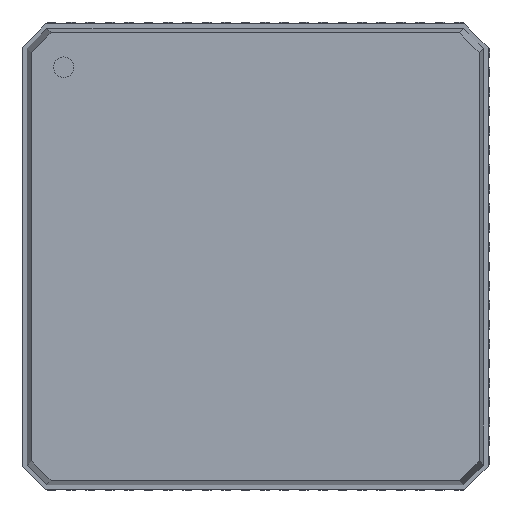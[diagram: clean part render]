
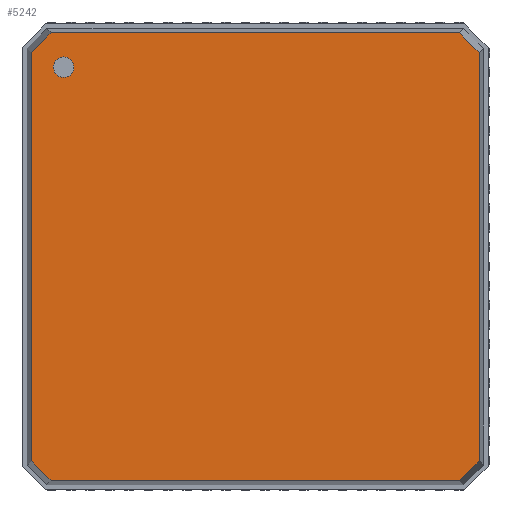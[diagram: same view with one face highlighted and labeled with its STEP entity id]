
A CAD part, top view. The second image highlights one B-rep face of the part: STEP entity #5242.
In plain terms, the highlighted planar face has unit normal (0, 0, 1).
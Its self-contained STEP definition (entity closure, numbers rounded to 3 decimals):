
#35 = VERTEX_POINT('',#36);
#36 = CARTESIAN_POINT('',(-5.191,4.894,0.81));
#42 = EDGE_CURVE('',#43,#35,#45,.T.);
#43 = VERTEX_POINT('',#44);
#44 = CARTESIAN_POINT('',(-4.664,4.894,0.81));
#45 = CIRCLE('',#46,0.263);
#46 = AXIS2_PLACEMENT_3D('',#47,#48,#49);
#47 = CARTESIAN_POINT('',(-4.927,4.894,0.81));
#48 = DIRECTION('',(0.,0.,1.));
#49 = DIRECTION('',(-1.,0.,0.));
#5242 = ADVANCED_FACE('',(#5243,#5253),#5319,.T.);
#5243 = FACE_BOUND('',#5244,.T.);
#5244 = EDGE_LOOP('',(#5245,#5252));
#5245 = ORIENTED_EDGE('',*,*,#5246,.F.);
#5246 = EDGE_CURVE('',#35,#43,#5247,.T.);
#5247 = CIRCLE('',#5248,0.263);
#5248 = AXIS2_PLACEMENT_3D('',#5249,#5250,#5251);
#5249 = CARTESIAN_POINT('',(-4.927,4.894,0.81));
#5250 = DIRECTION('',(0.,0.,1.));
#5251 = DIRECTION('',(-1.,0.,0.));
#5252 = ORIENTED_EDGE('',*,*,#42,.F.);
#5253 = FACE_BOUND('',#5254,.T.);
#5254 = EDGE_LOOP('',(#5255,#5265,#5273,#5281,#5289,#5297,#5305,#5313));
#5255 = ORIENTED_EDGE('',*,*,#5256,.T.);
#5256 = EDGE_CURVE('',#5257,#5259,#5261,.T.);
#5257 = VERTEX_POINT('',#5258);
#5258 = CARTESIAN_POINT('',(5.272,5.779,0.81));
#5259 = VERTEX_POINT('',#5260);
#5260 = CARTESIAN_POINT('',(-5.252,5.779,0.81));
#5261 = LINE('',#5262,#5263);
#5262 = CARTESIAN_POINT('',(-5.865,5.779,0.81));
#5263 = VECTOR('',#5264,1.);
#5264 = DIRECTION('',(-1.,0.,0.));
#5265 = ORIENTED_EDGE('',*,*,#5266,.T.);
#5266 = EDGE_CURVE('',#5259,#5267,#5269,.T.);
#5267 = VERTEX_POINT('',#5268);
#5268 = CARTESIAN_POINT('',(-5.759,5.272,0.81));
#5269 = LINE('',#5270,#5271);
#5270 = CARTESIAN_POINT('',(-5.505,5.525,0.81));
#5271 = VECTOR('',#5272,1.);
#5272 = DIRECTION('',(-0.707,-0.707,
    0.));
#5273 = ORIENTED_EDGE('',*,*,#5274,.T.);
#5274 = EDGE_CURVE('',#5267,#5275,#5277,.T.);
#5275 = VERTEX_POINT('',#5276);
#5276 = CARTESIAN_POINT('',(-5.759,-5.252,0.81));
#5277 = LINE('',#5278,#5279);
#5278 = CARTESIAN_POINT('',(-5.759,-5.865,0.81));
#5279 = VECTOR('',#5280,1.);
#5280 = DIRECTION('',(0.,-1.,0.));
#5281 = ORIENTED_EDGE('',*,*,#5282,.T.);
#5282 = EDGE_CURVE('',#5275,#5283,#5285,.T.);
#5283 = VERTEX_POINT('',#5284);
#5284 = CARTESIAN_POINT('',(-5.252,-5.759,0.81));
#5285 = LINE('',#5286,#5287);
#5286 = CARTESIAN_POINT('',(-5.505,-5.505,0.81));
#5287 = VECTOR('',#5288,1.);
#5288 = DIRECTION('',(0.707,-0.707,0.
    ));
#5289 = ORIENTED_EDGE('',*,*,#5290,.T.);
#5290 = EDGE_CURVE('',#5283,#5291,#5293,.T.);
#5291 = VERTEX_POINT('',#5292);
#5292 = CARTESIAN_POINT('',(5.272,-5.759,0.81));
#5293 = LINE('',#5294,#5295);
#5294 = CARTESIAN_POINT('',(5.885,-5.759,0.81));
#5295 = VECTOR('',#5296,1.);
#5296 = DIRECTION('',(1.,0.,0.));
#5297 = ORIENTED_EDGE('',*,*,#5298,.T.);
#5298 = EDGE_CURVE('',#5291,#5299,#5301,.T.);
#5299 = VERTEX_POINT('',#5300);
#5300 = CARTESIAN_POINT('',(5.779,-5.252,0.81));
#5301 = LINE('',#5302,#5303);
#5302 = CARTESIAN_POINT('',(5.525,-5.505,0.81));
#5303 = VECTOR('',#5304,1.);
#5304 = DIRECTION('',(0.707,0.707,0.
    ));
#5305 = ORIENTED_EDGE('',*,*,#5306,.T.);
#5306 = EDGE_CURVE('',#5299,#5307,#5309,.T.);
#5307 = VERTEX_POINT('',#5308);
#5308 = CARTESIAN_POINT('',(5.779,5.272,0.81));
#5309 = LINE('',#5310,#5311);
#5310 = CARTESIAN_POINT('',(5.779,5.885,0.81));
#5311 = VECTOR('',#5312,1.);
#5312 = DIRECTION('',(0.,1.,0.));
#5313 = ORIENTED_EDGE('',*,*,#5314,.T.);
#5314 = EDGE_CURVE('',#5307,#5257,#5315,.T.);
#5315 = LINE('',#5316,#5317);
#5316 = CARTESIAN_POINT('',(5.525,5.525,0.81));
#5317 = VECTOR('',#5318,1.);
#5318 = DIRECTION('',(-0.707,0.707,
    0.));
#5319 = PLANE('',#5320);
#5320 = AXIS2_PLACEMENT_3D('',#5321,#5322,#5323);
#5321 = CARTESIAN_POINT('',(0.01,0.01,0.81
    ));
#5322 = DIRECTION('',(0.,0.,1.));
#5323 = DIRECTION('',(-1.,0.,0.));
